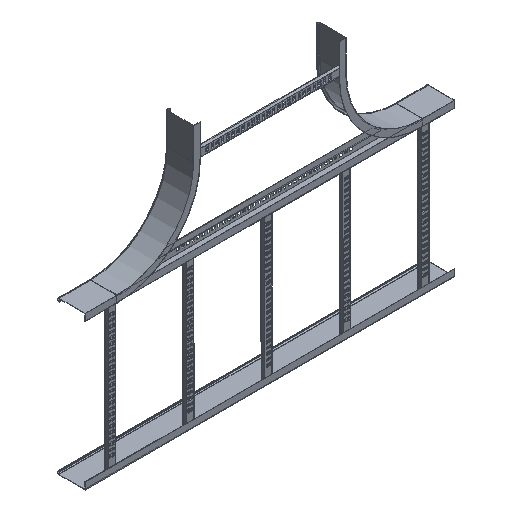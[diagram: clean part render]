
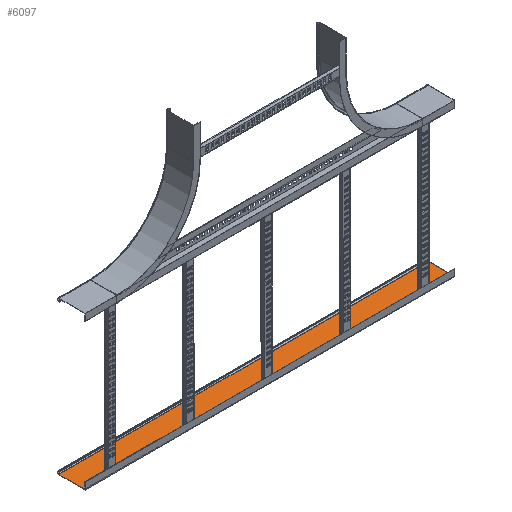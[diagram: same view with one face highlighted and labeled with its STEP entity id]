
A CAD part, isometric view. The second image highlights one B-rep face of the part: STEP entity #6097.
In plain terms, the highlighted face is planar.
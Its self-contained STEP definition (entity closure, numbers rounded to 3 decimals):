
#37 = VECTOR ( 'NONE', #2993, 1000. ) ;
#104 = DIRECTION ( 'NONE',  ( 0., 0., 1. ) ) ;
#354 = LINE ( 'NONE', #5775, #37 ) ;
#515 = DIRECTION ( 'NONE',  ( 0., 0., 1. ) ) ;
#608 = LINE ( 'NONE', #4778, #10868 ) ;
#1137 = ORIENTED_EDGE ( 'NONE', *, *, #12423, .F. ) ;
#1191 = DIRECTION ( 'NONE',  ( 0., -1., 0. ) ) ;
#1730 = DIRECTION ( 'NONE',  ( 0., 1., 0. ) ) ;
#1821 = LINE ( 'NONE', #5664, #11804 ) ;
#2177 = LINE ( 'NONE', #3790, #7126 ) ;
#2178 = EDGE_CURVE ( 'NONE', #6822, #5887, #8410, .T. ) ;
#2639 = AXIS2_PLACEMENT_3D ( 'NONE', #4055, #6040, #104 ) ;
#2739 = EDGE_CURVE ( 'NONE', #11975, #9440, #2177, .T. ) ;
#2940 = EDGE_CURVE ( 'NONE', #6625, #6822, #10250, .T. ) ;
#2993 = DIRECTION ( 'NONE',  ( 0., -1., 0. ) ) ;
#3790 = CARTESIAN_POINT ( 'NONE',  ( -1.5, 0., 725. ) ) ;
#4055 = CARTESIAN_POINT ( 'NONE',  ( -1.5, 0., 725. ) ) ;
#4306 = CARTESIAN_POINT ( 'NONE',  ( -1.5, 104., -725. ) ) ;
#4778 = CARTESIAN_POINT ( 'NONE',  ( -1.5, 104., 725. ) ) ;
#4937 = EDGE_CURVE ( 'NONE', #6625, #5307, #1821, .T. ) ;
#5307 = VERTEX_POINT ( 'NONE', #4306 ) ;
#5664 = CARTESIAN_POINT ( 'NONE',  ( -1.5, 0., -725. ) ) ;
#5713 = CARTESIAN_POINT ( 'NONE',  ( -1.5, 1.5, 725. ) ) ;
#5720 = CARTESIAN_POINT ( 'NONE',  ( -1.5, 104., 725. ) ) ;
#5757 = VECTOR ( 'NONE', #515, 1000. ) ;
#5775 = CARTESIAN_POINT ( 'NONE',  ( -1.5, 0., 725. ) ) ;
#5887 = VERTEX_POINT ( 'NONE', #5713 ) ;
#5987 = PLANE ( 'NONE',  #2639 ) ;
#6040 = DIRECTION ( 'NONE',  ( -1., 0., 0. ) ) ;
#6067 = ORIENTED_EDGE ( 'NONE', *, *, #4937, .F. ) ;
#6097 = ADVANCED_FACE ( 'NONE', ( #7201 ), #5987, .T. ) ;
#6625 = VERTEX_POINT ( 'NONE', #10553 ) ;
#6822 = VERTEX_POINT ( 'NONE', #7830 ) ;
#7126 = VECTOR ( 'NONE', #11396, 1000. ) ;
#7201 = FACE_OUTER_BOUND ( 'NONE', #9595, .T. ) ;
#7586 = VECTOR ( 'NONE', #1191, 1000. ) ;
#7830 = CARTESIAN_POINT ( 'NONE',  ( -1.5, 1.5, -725. ) ) ;
#8407 = ORIENTED_EDGE ( 'NONE', *, *, #2178, .T. ) ;
#8410 = LINE ( 'NONE', #8638, #5757 ) ;
#8616 = ORIENTED_EDGE ( 'NONE', *, *, #8908, .T. ) ;
#8638 = CARTESIAN_POINT ( 'NONE',  ( -1.5, 1.5, 725. ) ) ;
#8908 = EDGE_CURVE ( 'NONE', #9440, #5307, #608, .T. ) ;
#9058 = ORIENTED_EDGE ( 'NONE', *, *, #2940, .T. ) ;
#9440 = VERTEX_POINT ( 'NONE', #5720 ) ;
#9595 = EDGE_LOOP ( 'NONE', ( #6067, #9058, #8407, #1137, #11210, #8616 ) ) ;
#9743 = DIRECTION ( 'NONE',  ( 0., 0., -1. ) ) ;
#10250 = LINE ( 'NONE', #12530, #7586 ) ;
#10553 = CARTESIAN_POINT ( 'NONE',  ( -1.5, 2.5, -725. ) ) ;
#10868 = VECTOR ( 'NONE', #9743, 1000. ) ;
#11210 = ORIENTED_EDGE ( 'NONE', *, *, #2739, .T. ) ;
#11396 = DIRECTION ( 'NONE',  ( 0., 1., 0. ) ) ;
#11804 = VECTOR ( 'NONE', #1730, 1000. ) ;
#11975 = VERTEX_POINT ( 'NONE', #12696 ) ;
#12423 = EDGE_CURVE ( 'NONE', #11975, #5887, #354, .T. ) ;
#12530 = CARTESIAN_POINT ( 'NONE',  ( -1.5, 2.5, -725. ) ) ;
#12696 = CARTESIAN_POINT ( 'NONE',  ( -1.5, 2.5, 725. ) ) ;
